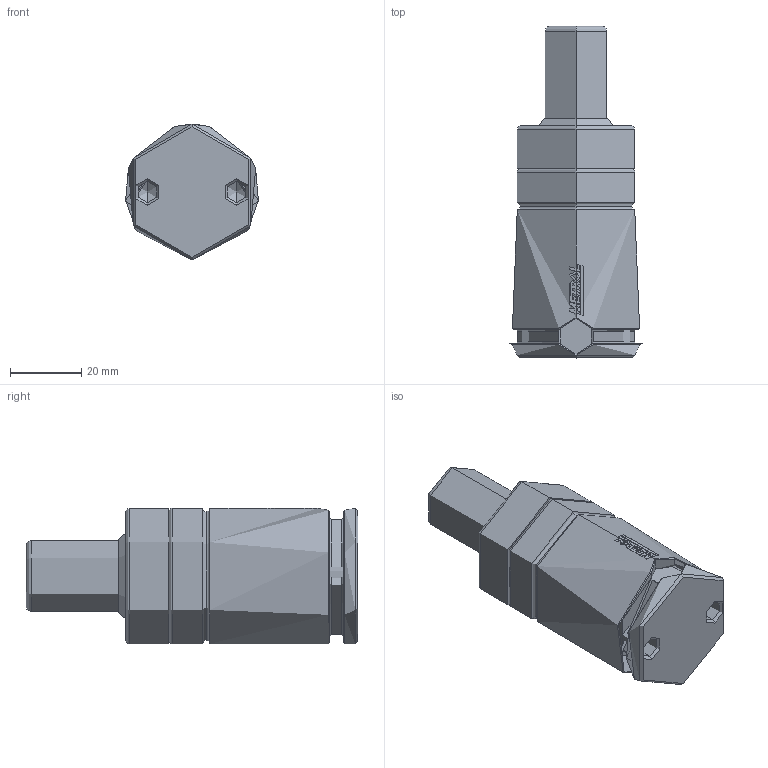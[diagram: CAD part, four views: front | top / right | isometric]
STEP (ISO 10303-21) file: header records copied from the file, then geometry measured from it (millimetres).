
FILE_DESCRIPTION (( 'STEP AP214' ), '1' );
FILE_NAME ('HS-EX0500-025.STEP', '2019-07-11T13:41:02', ( 'Metrol Springs' ), ( 'Hewlett-Packard Company' ), 'SwSTEP 2.0', 'SolidWorks 2017', '' );
FILE_SCHEMA (( 'AUTOMOTIVE_DESIGN' ));
Length unit declared in the file: millimetre
Products named in the file (3): HS-EX0500 Piston_EX-500-025; HS-EX0500 Body_HS-EX0500-025; HS-EX0500-025
Assembly tree (2 placements, depth 2):
  HS-EX0500-025
    HS-EX0500 Body_HS-EX0500-025
    HS-EX0500 Piston_EX-500-025
Bounding box: 37.21 x 93 x 38.01 mm (x, y, z)
Volume: 61332.9 mm3; surface area: 21543.9 mm2
Topology: 7 solids, 7 shells, 155 faces, 386 edges, 245 vertices
Faces by surface type: cylinder 51, bspline 42, plane 31, cone 19, torus 12
Entity records: 7295 total; most frequent: CARTESIAN_POINT 2887, ORIENTED_EDGE 760, DIRECTION 546, EDGE_CURVE 380, VERTEX_POINT 245, AXIS2_PLACEMENT_3D 201, EDGE_LOOP 165, FACE_OUTER_BOUND 155
